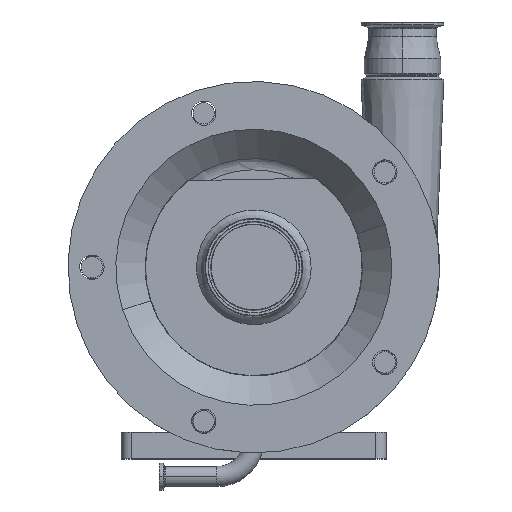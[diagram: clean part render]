
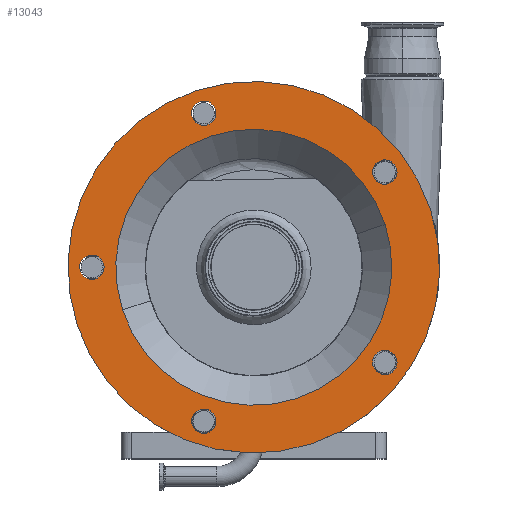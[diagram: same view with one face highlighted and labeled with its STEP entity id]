
A CAD part, top view. The second image highlights one B-rep face of the part: STEP entity #13043.
In plain terms, the highlighted planar face has unit normal (0, 0, 1).
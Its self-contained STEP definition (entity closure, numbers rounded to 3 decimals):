
#8091 = CARTESIAN_POINT ( 'NONE',  ( -54.078, 166.435, 224.65 ) ) ;
#8092 = FACE_BOUND ( 'NONE', #12919, .T. ) ;
#8103 = FACE_OUTER_BOUND ( 'NONE', #13032, .T. ) ;
#8104 = FACE_BOUND ( 'NONE', #12826, .T. ) ;
#8132 = DIRECTION ( 'NONE',  ( 0., 0., -1. ) ) ;
#8148 = PLANE ( 'NONE',  #8362 ) ;
#8153 = FACE_BOUND ( 'NONE', #12940, .T. ) ;
#8183 = DIRECTION ( 'NONE',  ( 0., 0., 1. ) ) ;
#8184 = CARTESIAN_POINT ( 'NONE',  ( -152.5, 0., 224.65 ) ) ;
#8214 = FACE_BOUND ( 'NONE', #12960, .T. ) ;
#8261 = FACE_BOUND ( 'NONE', #12911, .T. ) ;
#8294 = FACE_BOUND ( 'NONE', #13031, .T. ) ;
#8295 = DIRECTION ( 'NONE',  ( 0.951, 0.309, 0. ) ) ;
#8335 = AXIS2_PLACEMENT_3D ( 'NONE', #8184, #8183, #8295 ) ;
#8362 = AXIS2_PLACEMENT_3D ( 'NONE', #8091, #8132, #8392 ) ;
#8392 = DIRECTION ( 'NONE',  ( -0.951, -0.309, 0. ) ) ;
#8394 = CIRCLE ( 'NONE', #8335, 11.5 ) ;
#10253 = CIRCLE ( 'NONE', #10276, 11.5 ) ;
#10273 = DIRECTION ( 'NONE',  ( 0.951, 0.309, 0. ) ) ;
#10274 = DIRECTION ( 'NONE',  ( 0., 0., 1. ) ) ;
#10275 = CARTESIAN_POINT ( 'NONE',  ( 123.375, 89.637, 224.65 ) ) ;
#10276 = AXIS2_PLACEMENT_3D ( 'NONE', #10275, #10274, #10273 ) ;
#10599 = VERTEX_POINT ( 'NONE', #26184 ) ;
#10801 = VERTEX_POINT ( 'NONE', #27477 ) ;
#10802 = EDGE_CURVE ( 'NONE', #10599, #10801, #27439, .T. ) ;
#10811 = VERTEX_POINT ( 'NONE', #27449 ) ;
#10828 = VERTEX_POINT ( 'NONE', #27879 ) ;
#10849 = VERTEX_POINT ( 'NONE', #27889 ) ;
#10857 = EDGE_CURVE ( 'NONE', #10903, #10904, #27215, .T. ) ;
#10868 = VERTEX_POINT ( 'NONE', #27535 ) ;
#10880 = VERTEX_POINT ( 'NONE', #27521 ) ;
#10903 = VERTEX_POINT ( 'NONE', #27816 ) ;
#10904 = VERTEX_POINT ( 'NONE', #27834 ) ;
#10928 = EDGE_CURVE ( 'NONE', #10929, #10868, #27959, .T. ) ;
#10929 = VERTEX_POINT ( 'NONE', #27957 ) ;
#10931 = EDGE_CURVE ( 'NONE', #10828, #10849, #27956, .T. ) ;
#10976 = VERTEX_POINT ( 'NONE', #28070 ) ;
#10978 = EDGE_CURVE ( 'NONE', #10880, #10976, #28061, .T. ) ;
#10984 = VERTEX_POINT ( 'NONE', #28069 ) ;
#11001 = VERTEX_POINT ( 'NONE', #33964 ) ;
#11009 = EDGE_CURVE ( 'NONE', #11001, #11014, #34107, .T. ) ;
#11012 = EDGE_CURVE ( 'NONE', #10811, #10984, #34109, .T. ) ;
#11014 = VERTEX_POINT ( 'NONE', #34002 ) ;
#12812 = ORIENTED_EDGE ( 'NONE', *, *, #12834, .F. ) ;
#12826 = EDGE_LOOP ( 'NONE', ( #12812, #12917 ) ) ;
#12834 = EDGE_CURVE ( 'NONE', #10868, #10929, #19238, .T. ) ;
#12836 = EDGE_CURVE ( 'NONE', #11014, #11001, #19239, .T. ) ;
#12847 = ORIENTED_EDGE ( 'NONE', *, *, #10978, .F. ) ;
#12886 = ORIENTED_EDGE ( 'NONE', *, *, #10857, .F. ) ;
#12887 = ORIENTED_EDGE ( 'NONE', *, *, #12836, .T. ) ;
#12888 = EDGE_CURVE ( 'NONE', #10801, #10599, #19471, .T. ) ;
#12911 = EDGE_LOOP ( 'NONE', ( #13001, #12847 ) ) ;
#12914 = EDGE_CURVE ( 'NONE', #10904, #10903, #19384, .T. ) ;
#12917 = ORIENTED_EDGE ( 'NONE', *, *, #10928, .F. ) ;
#12918 = ORIENTED_EDGE ( 'NONE', *, *, #12888, .F. ) ;
#12919 = EDGE_LOOP ( 'NONE', ( #12918, #13033 ) ) ;
#12920 = ORIENTED_EDGE ( 'NONE', *, *, #11009, .T. ) ;
#12940 = EDGE_LOOP ( 'NONE', ( #12947, #12946 ) ) ;
#12946 = ORIENTED_EDGE ( 'NONE', *, *, #11012, .F. ) ;
#12947 = ORIENTED_EDGE ( 'NONE', *, *, #13041, .F. ) ;
#12949 = EDGE_CURVE ( 'NONE', #10976, #10880, #19351, .T. ) ;
#12960 = EDGE_LOOP ( 'NONE', ( #13018, #12886 ) ) ;
#13001 = ORIENTED_EDGE ( 'NONE', *, *, #12949, .F. ) ;
#13010 = EDGE_CURVE ( 'NONE', #10849, #10828, #10253, .T. ) ;
#13018 = ORIENTED_EDGE ( 'NONE', *, *, #12914, .F. ) ;
#13029 = ORIENTED_EDGE ( 'NONE', *, *, #13010, .F. ) ;
#13030 = ORIENTED_EDGE ( 'NONE', *, *, #10931, .F. ) ;
#13031 = EDGE_LOOP ( 'NONE', ( #13029, #13030 ) ) ;
#13032 = EDGE_LOOP ( 'NONE', ( #12920, #12887 ) ) ;
#13033 = ORIENTED_EDGE ( 'NONE', *, *, #10802, .F. ) ;
#13041 = EDGE_CURVE ( 'NONE', #10984, #10811, #8394, .T. ) ;
#13043 = ADVANCED_FACE ( 'NONE', ( #8153, #8261, #8214, #8294, #8104, #8103, #8092 ), #8148, .F. ) ;
#19235 = DIRECTION ( 'NONE',  ( 0.951, 0.309, 0. ) ) ;
#19236 = DIRECTION ( 'NONE',  ( 0., 0., 1. ) ) ;
#19237 = AXIS2_PLACEMENT_3D ( 'NONE', #19299, #19236, #19235 ) ;
#19238 = CIRCLE ( 'NONE', #19237, 11.5 ) ;
#19239 = CIRCLE ( 'NONE', #19265, 175. ) ;
#19263 = DIRECTION ( 'NONE',  ( 0.951, 0.309, 0. ) ) ;
#19264 = DIRECTION ( 'NONE',  ( 0., 0., 1. ) ) ;
#19265 = AXIS2_PLACEMENT_3D ( 'NONE', #19300, #19264, #19263 ) ;
#19299 = CARTESIAN_POINT ( 'NONE',  ( -47.125, 145.036, 224.65 ) ) ;
#19300 = CARTESIAN_POINT ( 'NONE',  ( 0., 0., 224.65 ) ) ;
#19351 = CIRCLE ( 'NONE', #19447, 11.5 ) ;
#19370 = DIRECTION ( 'NONE',  ( 0.951, 0.309, 0. ) ) ;
#19371 = DIRECTION ( 'NONE',  ( 0., 0., 1. ) ) ;
#19372 = CARTESIAN_POINT ( 'NONE',  ( 0., 0., 224.65 ) ) ;
#19384 = CIRCLE ( 'NONE', #19438, 11.5 ) ;
#19436 = CARTESIAN_POINT ( 'NONE',  ( 123.375, -89.637, 224.65 ) ) ;
#19438 = AXIS2_PLACEMENT_3D ( 'NONE', #19436, #19452, #19451 ) ;
#19444 = DIRECTION ( 'NONE',  ( 0.951, 0.309, 0. ) ) ;
#19445 = DIRECTION ( 'NONE',  ( 0., 0., 1. ) ) ;
#19446 = CARTESIAN_POINT ( 'NONE',  ( -47.125, -145.036, 224.65 ) ) ;
#19447 = AXIS2_PLACEMENT_3D ( 'NONE', #19446, #19445, #19444 ) ;
#19451 = DIRECTION ( 'NONE',  ( 0.951, 0.309, 0. ) ) ;
#19452 = DIRECTION ( 'NONE',  ( 0., 0., 1. ) ) ;
#19470 = AXIS2_PLACEMENT_3D ( 'NONE', #19372, #19371, #19370 ) ;
#19471 = CIRCLE ( 'NONE', #19470, 130. ) ;
#26184 = CARTESIAN_POINT ( 'NONE',  ( -123.637, -40.172, 224.65 ) ) ;
#27214 = AXIS2_PLACEMENT_3D ( 'NONE', #27282, #27353, #27302 ) ;
#27215 = CIRCLE ( 'NONE', #27214, 11.5 ) ;
#27282 = CARTESIAN_POINT ( 'NONE',  ( 123.375, -89.637, 224.65 ) ) ;
#27302 = DIRECTION ( 'NONE',  ( 0.951, 0.309, 0. ) ) ;
#27353 = DIRECTION ( 'NONE',  ( 0., 0., 1. ) ) ;
#27439 = CIRCLE ( 'NONE', #27489, 130. ) ;
#27449 = CARTESIAN_POINT ( 'NONE',  ( -163.437, -3.554, 224.65 ) ) ;
#27477 = CARTESIAN_POINT ( 'NONE',  ( 123.637, 40.172, 224.65 ) ) ;
#27486 = DIRECTION ( 'NONE',  ( 0.951, 0.309, 0. ) ) ;
#27487 = DIRECTION ( 'NONE',  ( 0., 0., 1. ) ) ;
#27488 = CARTESIAN_POINT ( 'NONE',  ( 0., 0., 224.65 ) ) ;
#27489 = AXIS2_PLACEMENT_3D ( 'NONE', #27488, #27487, #27486 ) ;
#27521 = CARTESIAN_POINT ( 'NONE',  ( -58.062, -148.59, 224.65 ) ) ;
#27535 = CARTESIAN_POINT ( 'NONE',  ( -36.188, 148.59, 224.65 ) ) ;
#27816 = CARTESIAN_POINT ( 'NONE',  ( 112.438, -93.191, 224.65 ) ) ;
#27834 = CARTESIAN_POINT ( 'NONE',  ( 134.312, -86.084, 224.65 ) ) ;
#27879 = CARTESIAN_POINT ( 'NONE',  ( 112.438, 86.084, 224.65 ) ) ;
#27889 = CARTESIAN_POINT ( 'NONE',  ( 134.312, 93.191, 224.65 ) ) ;
#27933 = CARTESIAN_POINT ( 'NONE',  ( 123.375, 89.637, 224.65 ) ) ;
#27935 = DIRECTION ( 'NONE',  ( 0.951, 0.309, 0. ) ) ;
#27936 = DIRECTION ( 'NONE',  ( 0., 0., 1. ) ) ;
#27940 = AXIS2_PLACEMENT_3D ( 'NONE', #27933, #27970, #27969 ) ;
#27948 = AXIS2_PLACEMENT_3D ( 'NONE', #27955, #27936, #27935 ) ;
#27955 = CARTESIAN_POINT ( 'NONE',  ( -47.125, 145.036, 224.65 ) ) ;
#27956 = CIRCLE ( 'NONE', #27940, 11.5 ) ;
#27957 = CARTESIAN_POINT ( 'NONE',  ( -58.062, 141.482, 224.65 ) ) ;
#27959 = CIRCLE ( 'NONE', #27948, 11.5 ) ;
#27969 = DIRECTION ( 'NONE',  ( 0.951, 0.309, 0. ) ) ;
#27970 = DIRECTION ( 'NONE',  ( 0., 0., 1. ) ) ;
#28009 = DIRECTION ( 'NONE',  ( 0.951, 0.309, 0. ) ) ;
#28012 = CARTESIAN_POINT ( 'NONE',  ( -47.125, -145.036, 224.65 ) ) ;
#28015 = AXIS2_PLACEMENT_3D ( 'NONE', #28012, #28021, #28009 ) ;
#28021 = DIRECTION ( 'NONE',  ( 0., 0., 1. ) ) ;
#28061 = CIRCLE ( 'NONE', #28015, 11.5 ) ;
#28069 = CARTESIAN_POINT ( 'NONE',  ( -141.563, 3.554, 224.65 ) ) ;
#28070 = CARTESIAN_POINT ( 'NONE',  ( -36.188, -141.482, 224.65 ) ) ;
#33964 = CARTESIAN_POINT ( 'NONE',  ( 166.435, 54.078, 224.65 ) ) ;
#33985 = DIRECTION ( 'NONE',  ( 0.951, 0.309, 0. ) ) ;
#34002 = CARTESIAN_POINT ( 'NONE',  ( -166.435, -54.078, 224.65 ) ) ;
#34089 = AXIS2_PLACEMENT_3D ( 'NONE', #34117, #34111, #33985 ) ;
#34107 = CIRCLE ( 'NONE', #34089, 175. ) ;
#34109 = CIRCLE ( 'NONE', #34124, 11.5 ) ;
#34111 = DIRECTION ( 'NONE',  ( 0., 0., 1. ) ) ;
#34114 = CARTESIAN_POINT ( 'NONE',  ( -152.5, 0., 224.65 ) ) ;
#34117 = CARTESIAN_POINT ( 'NONE',  ( 0., 0., 224.65 ) ) ;
#34124 = AXIS2_PLACEMENT_3D ( 'NONE', #34114, #34131, #34130 ) ;
#34130 = DIRECTION ( 'NONE',  ( 0.951, 0.309, 0. ) ) ;
#34131 = DIRECTION ( 'NONE',  ( 0., 0., 1. ) ) ;
